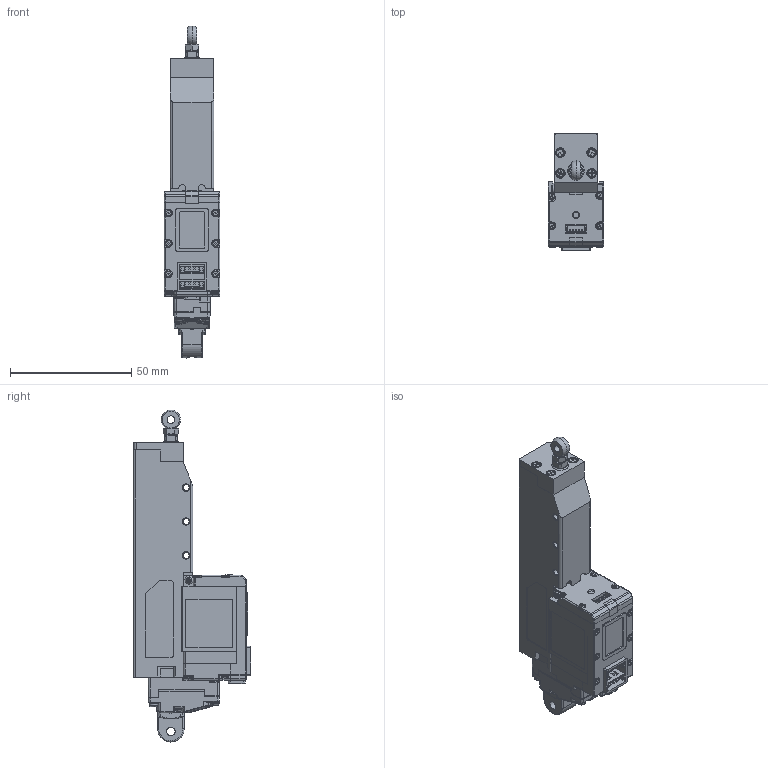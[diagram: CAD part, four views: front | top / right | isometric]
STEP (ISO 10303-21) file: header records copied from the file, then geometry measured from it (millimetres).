
FILE_DESCRIPTION (( 'STEP AP203' ), '1' );
FILE_NAME ('17Lf-xxxxx-50-Servo Series_Rev02_20250523.STEP', '2025-06-05T08:45:27', ( '' ), ( '' ), 'SwSTEP 2.0', 'SolidWorks 2020', '' );
FILE_SCHEMA (( 'CONFIG_CONTROL_DESIGN' ));
Length unit declared in the file: millimetre
Products named in the file (39): ASSY, GEAR-BOX 17Lf-E; IRMIP0034 GEAR-BOX MIDDLE-17PI; IRMIP0041 HINGE; IROIX0009 SCREW, PH T 2x12 PLS STL NI; IREAB0014 PCBA, MAIN SERVO-17FC-F; SUB PCB (I-O terminal-mount); IRMIP0007 COVER END; IRMIN0002 COVER POT 60; CONNECTOR_MOLEX_4PIN-熱霜; CONNECTOR_NW-A1.25-5AW(I-O terminal); IRMIP0029 CASE, PT TOP; IRMIT0063 PIN D1.4X L17; 17Lf-xxxxx-50-Servo Series_Rev02_20250523; IRMIT0063 ROD END TIP ROUND, IR-MC01; iRMIT0004 ROD 60, TR4 METAL; IRMIP0043 LENS-17PI; IRMID0002 CASE STROKE 60; IRMIP0039 COVER-R, MOTOR-17PI; IRMIP0038 COVER-L, MOTOR-17PI; IRMIT0052 NUT, HINGE; IRMAA0180 ASSY, COVER LENS-17PI; IRMIP0044 COVER-T, 17PI MOTOR; IROIX0003 SCREW, CS T1.4x4 PLS STL NI-1; IRMIP0037 GEAR, 2ND RESIN(9.3vs1) -17PI; IRMIR0005 CAP, RUBBER 17Lf MOTOR; IRMIP0035 GEAR-BOX TOP-17PI; IRMIT0018 NUT, ROD END SUS; IROIX0005 SCREW, PH M2x6 PLS  STL BK; IROIX0009 SCREW, PH T 2x18 PLS STL NI; IROIX0013 NUT, M3.0-2.4T NI; MAIN PCB_IR_LS_3G_F_R02; IRMIP0042 COVER-F, 17PI MOTOR; IRMIP0002 SPACER; IROIX0060 SCREW, PH M2.5X6 PLS STL ZNC; IRMIP0008 CASE, PT BTM; IROIX0004 SCREW, PH M2x10 PLS  STL BK; IROIX0030 SCREW, CH T1.7X14 PLS STL NI; IROIX0031 SCREW, CH T1.7X6 PLS STL NI; IROIX0008 SCREW, PH T1.7X18 PLS STL NI
Assembly tree (61 placements, depth 4):
  17Lf-xxxxx-50-Servo Series_Rev02_20250523
    IRMIP0008 CASE, PT BTM
    IRMIP0029 CASE, PT TOP
    IRMIT0052 NUT, HINGE
    IROIX0008 SCREW, PH T1.7X18 PLS STL NI  x2
    IROIX0009 SCREW, PH T 2x18 PLS STL NI  x2
    IROIX0009 SCREW, PH T 2x12 PLS STL NI  x2
    IROIX0003 SCREW, CS T1.4x4 PLS STL NI-1  x5
    IRMIP0002 SPACER
    IROIX0005 SCREW, PH M2x6 PLS  STL BK  x2
    IROIX0004 SCREW, PH M2x10 PLS  STL BK  x2
    IRMIP0007 COVER END
    IRMIT0018 NUT, ROD END SUS
    IROIX0013 NUT, M3.0-2.4T NI
    IRMIP0041 HINGE
    iRMIT0004 ROD 60, TR4 METAL
    IRMID0002 CASE STROKE 60
    IRMIN0002 COVER POT 60
    ASSY, GEAR-BOX 17Lf-E
      IRMIP0035 GEAR-BOX TOP-17PI
      IRMIP0038 COVER-L, MOTOR-17PI
      IRMIP0039 COVER-R, MOTOR-17PI
      IROIX0030 SCREW, CH T1.7X14 PLS STL NI  x4
      IRMIP0037 GEAR, 2ND RESIN(9.3vs1) -17PI
      IRMIT0063 PIN D1.4X L17
      IRMIP0034 GEAR-BOX MIDDLE-17PI
      IRMAA0180 ASSY, COVER LENS-17PI
        IRMIP0042 COVER-F, 17PI MOTOR
        IRMIP0043 LENS-17PI
      IREAB0014 PCBA, MAIN SERVO-17FC-F
        MAIN PCB_IR_LS_3G_F_R02
        CONNECTOR_MOLEX_4PIN-熱霜  x2
        CONNECTOR_NW-A1.25-5AW(I-O terminal)
        SUB PCB (I-O terminal-mount)
      IRMIR0005 CAP, RUBBER 17Lf MOTOR
      IRMIP0044 COVER-T, 17PI MOTOR
      IROIX0009 SCREW, PH T 2x18 PLS STL NI
      IROIX0031 SCREW, CH T1.7X6 PLS STL NI  x10
    IROIX0060 SCREW, PH M2.5X6 PLS STL ZNC
    IRMIT0063 ROD END TIP ROUND, IR-MC01
Bounding box: 23 x 48.5 x 137 mm (x, y, z)
Volume: 41086.7 mm3; surface area: 47617.7 mm2
Topology: 185 solids, 185 shells, 4429 faces, 11187 edges, 7253 vertices
Faces by surface type: plane 2667, cylinder 1268, cone 311, torus 105, bspline 68, sphere 10
Entity records: 125913 total; most frequent: CARTESIAN_POINT 27849, DIRECTION 19378, ORIENTED_EDGE 19298, EDGE_CURVE 9649, VECTOR 6496, LINE 6496, AXIS2_PLACEMENT_3D 6441, VERTEX_POINT 6291
